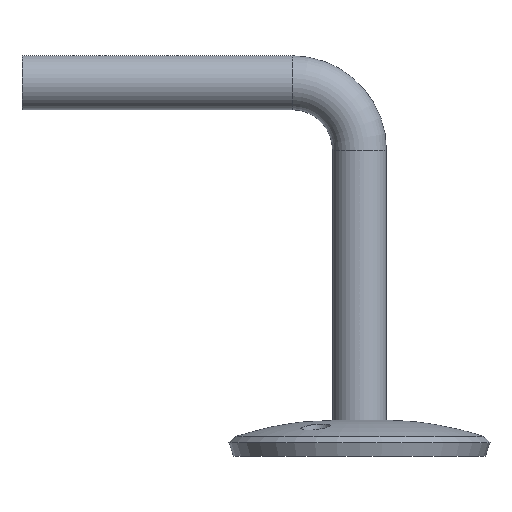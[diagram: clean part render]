
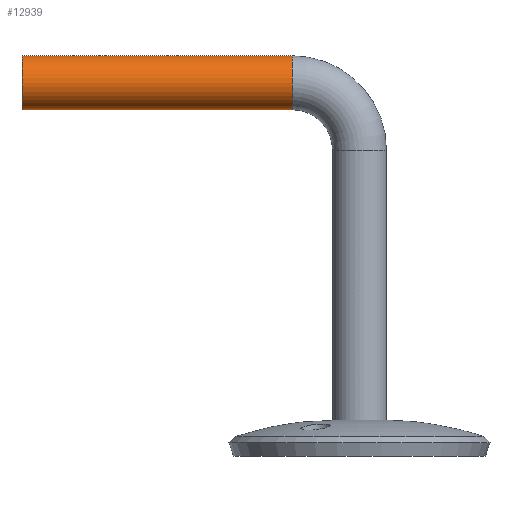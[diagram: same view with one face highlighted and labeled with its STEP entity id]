
A CAD part, left-side view. The second image highlights one B-rep face of the part: STEP entity #12939.
In plain terms, the highlighted cylindrical face has radius 6 mm (diameter 12 mm), a partial arc.
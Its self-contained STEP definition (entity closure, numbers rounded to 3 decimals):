
#157 = VERTEX_POINT ( 'NONE', #8092 ) ;
#1546 = AXIS2_PLACEMENT_3D ( 'NONE', #8870, #13285, #4508 ) ;
#1593 = DIRECTION ( 'NONE',  ( 0., 0., 1. ) ) ;
#2241 = CARTESIAN_POINT ( 'NONE',  ( 0., 15., 69. ) ) ;
#3488 = FACE_OUTER_BOUND ( 'NONE', #13272, .T. ) ;
#3749 = VERTEX_POINT ( 'NONE', #11125 ) ;
#3892 = ORIENTED_EDGE ( 'NONE', *, *, #9753, .T. ) ;
#4508 = DIRECTION ( 'NONE',  ( 1., 0., 0. ) ) ;
#4640 = VERTEX_POINT ( 'NONE', #10962 ) ;
#4898 = CYLINDRICAL_SURFACE ( 'NONE', #8513, 6. ) ;
#4960 = DIRECTION ( 'NONE',  ( 0., 1., 0. ) ) ;
#5352 = CARTESIAN_POINT ( 'NONE',  ( 0., 15., 81. ) ) ;
#5434 = CIRCLE ( 'NONE', #1546, 6. ) ;
#5551 = DIRECTION ( 'NONE',  ( 0., 1., 0. ) ) ;
#6112 = VECTOR ( 'NONE', #7608, 1000. ) ;
#6183 = ORIENTED_EDGE ( 'NONE', *, *, #14042, .F. ) ;
#7250 = CARTESIAN_POINT ( 'NONE',  ( 0., 15., 75. ) ) ;
#7342 = LINE ( 'NONE', #13334, #12705 ) ;
#7493 = EDGE_CURVE ( 'NONE', #9090, #157, #7342, .T. ) ;
#7608 = DIRECTION ( 'NONE',  ( 0., 1., 0. ) ) ;
#7983 = ORIENTED_EDGE ( 'NONE', *, *, #9125, .T. ) ;
#8092 = CARTESIAN_POINT ( 'NONE',  ( 0., 75., 69. ) ) ;
#8157 = AXIS2_PLACEMENT_3D ( 'NONE', #9984, #8944, #12282 ) ;
#8513 = AXIS2_PLACEMENT_3D ( 'NONE', #7250, #4960, #1593 ) ;
#8870 = CARTESIAN_POINT ( 'NONE',  ( 0., 15., 75. ) ) ;
#8944 = DIRECTION ( 'NONE',  ( 0., 1., 0. ) ) ;
#9090 = VERTEX_POINT ( 'NONE', #2241 ) ;
#9125 = EDGE_CURVE ( 'NONE', #9090, #3749, #5434, .T. ) ;
#9753 = EDGE_CURVE ( 'NONE', #3749, #4640, #9932, .T. ) ;
#9932 = LINE ( 'NONE', #5352, #6112 ) ;
#9984 = CARTESIAN_POINT ( 'NONE',  ( 0., 75., 75. ) ) ;
#10962 = CARTESIAN_POINT ( 'NONE',  ( 0., 75., 81. ) ) ;
#11125 = CARTESIAN_POINT ( 'NONE',  ( 0., 15., 81. ) ) ;
#12282 = DIRECTION ( 'NONE',  ( 1., 0., 0. ) ) ;
#12705 = VECTOR ( 'NONE', #5551, 1000. ) ;
#12939 = ADVANCED_FACE ( 'NONE', ( #3488 ), #4898, .T. ) ;
#12983 = CIRCLE ( 'NONE', #8157, 6. ) ;
#13272 = EDGE_LOOP ( 'NONE', ( #13470, #7983, #3892, #6183 ) ) ;
#13285 = DIRECTION ( 'NONE',  ( 0., 1., 0. ) ) ;
#13334 = CARTESIAN_POINT ( 'NONE',  ( 0., 15., 69. ) ) ;
#13470 = ORIENTED_EDGE ( 'NONE', *, *, #7493, .F. ) ;
#14042 = EDGE_CURVE ( 'NONE', #157, #4640, #12983, .T. ) ;
